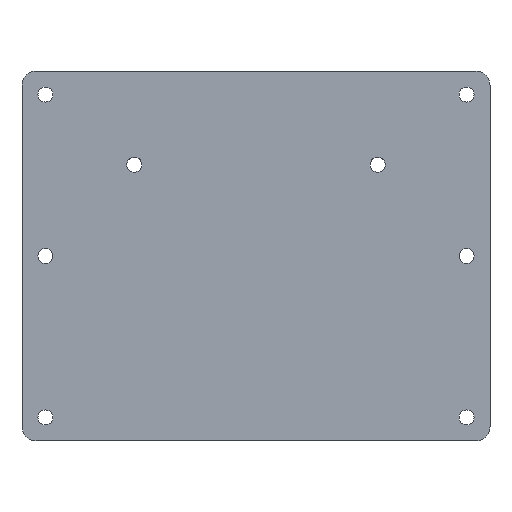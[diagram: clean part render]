
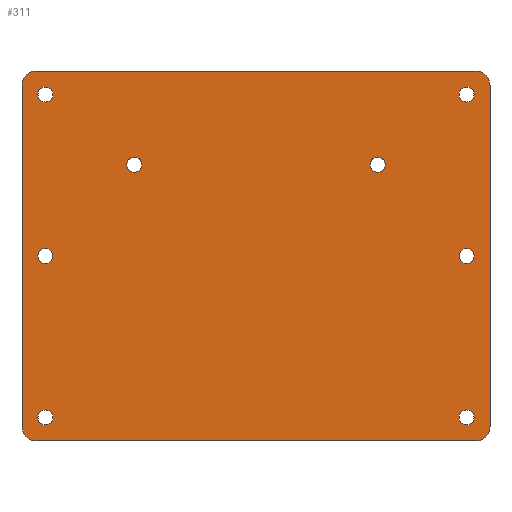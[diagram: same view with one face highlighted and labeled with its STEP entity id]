
A CAD part, top view. The second image highlights one B-rep face of the part: STEP entity #311.
In plain terms, the highlighted planar face has unit normal (0, 0, 1).
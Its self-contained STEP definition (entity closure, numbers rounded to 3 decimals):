
#42 = VERTEX_POINT('',#43);
#43 = CARTESIAN_POINT('',(147.,-41.,1.6));
#49 = EDGE_CURVE('',#42,#50,#52,.T.);
#50 = VERTEX_POINT('',#51);
#51 = CARTESIAN_POINT('',(149.998,-43.832,1.6));
#52 = CIRCLE('',#53,2.998);
#53 = AXIS2_PLACEMENT_3D('',#54,#55,#56);
#54 = CARTESIAN_POINT('',(147.004,-43.998,1.6));
#55 = DIRECTION('',(0.,0.,-1.));
#56 = DIRECTION('',(-0.001,1.,0.));
#84 = VERTEX_POINT('',#85);
#85 = CARTESIAN_POINT('',(53.,-41.,1.6));
#91 = EDGE_CURVE('',#84,#42,#92,.T.);
#92 = LINE('',#93,#94);
#93 = CARTESIAN_POINT('',(53.,-41.,1.6));
#94 = VECTOR('',#95,1.);
#95 = DIRECTION('',(1.,0.,0.));
#113 = EDGE_CURVE('',#50,#114,#116,.T.);
#114 = VERTEX_POINT('',#115);
#115 = CARTESIAN_POINT('',(150.,-44.,1.6));
#116 = LINE('',#117,#118);
#117 = CARTESIAN_POINT('',(149.998,-43.832,1.6));
#118 = VECTOR('',#119,1.);
#119 = DIRECTION('',(0.014,-1.,0.));
#311 = ADVANCED_FACE('',(#312,#390,#401,#412,#423,#434,#445,#456,#467),
  #478,.T.);
#312 = FACE_BOUND('',#313,.T.);
#313 = EDGE_LOOP('',(#314,#315,#316,#324,#333,#341,#349,#358,#366,#374,
    #383,#389));
#314 = ORIENTED_EDGE('',*,*,#49,.F.);
#315 = ORIENTED_EDGE('',*,*,#91,.F.);
#316 = ORIENTED_EDGE('',*,*,#317,.F.);
#317 = EDGE_CURVE('',#318,#84,#320,.T.);
#318 = VERTEX_POINT('',#319);
#319 = CARTESIAN_POINT('',(52.832,-41.002,1.6));
#320 = LINE('',#321,#322);
#321 = CARTESIAN_POINT('',(52.832,-41.002,1.6));
#322 = VECTOR('',#323,1.);
#323 = DIRECTION('',(1.,0.014,0.));
#324 = ORIENTED_EDGE('',*,*,#325,.F.);
#325 = EDGE_CURVE('',#326,#318,#328,.T.);
#326 = VERTEX_POINT('',#327);
#327 = CARTESIAN_POINT('',(50.,-44.,1.6));
#328 = CIRCLE('',#329,2.998);
#329 = AXIS2_PLACEMENT_3D('',#330,#331,#332);
#330 = CARTESIAN_POINT('',(52.998,-43.996,1.6));
#331 = DIRECTION('',(0.,0.,-1.));
#332 = DIRECTION('',(-1.,-0.001,-0.));
#333 = ORIENTED_EDGE('',*,*,#334,.F.);
#334 = EDGE_CURVE('',#335,#326,#337,.T.);
#335 = VERTEX_POINT('',#336);
#336 = CARTESIAN_POINT('',(50.,-117.,1.6));
#337 = LINE('',#338,#339);
#338 = CARTESIAN_POINT('',(50.,-117.,1.6));
#339 = VECTOR('',#340,1.);
#340 = DIRECTION('',(0.,1.,0.));
#341 = ORIENTED_EDGE('',*,*,#342,.F.);
#342 = EDGE_CURVE('',#343,#335,#345,.T.);
#343 = VERTEX_POINT('',#344);
#344 = CARTESIAN_POINT('',(50.002,-117.168,1.6));
#345 = LINE('',#346,#347);
#346 = CARTESIAN_POINT('',(50.002,-117.168,1.6));
#347 = VECTOR('',#348,1.);
#348 = DIRECTION('',(-0.014,1.,0.));
#349 = ORIENTED_EDGE('',*,*,#350,.F.);
#350 = EDGE_CURVE('',#351,#343,#353,.T.);
#351 = VERTEX_POINT('',#352);
#352 = CARTESIAN_POINT('',(53.,-120.,1.6));
#353 = CIRCLE('',#354,2.998);
#354 = AXIS2_PLACEMENT_3D('',#355,#356,#357);
#355 = CARTESIAN_POINT('',(52.996,-117.002,1.6));
#356 = DIRECTION('',(0.,0.,-1.));
#357 = DIRECTION('',(0.001,-1.,0.));
#358 = ORIENTED_EDGE('',*,*,#359,.F.);
#359 = EDGE_CURVE('',#360,#351,#362,.T.);
#360 = VERTEX_POINT('',#361);
#361 = CARTESIAN_POINT('',(147.,-120.,1.6));
#362 = LINE('',#363,#364);
#363 = CARTESIAN_POINT('',(147.,-120.,1.6));
#364 = VECTOR('',#365,1.);
#365 = DIRECTION('',(-1.,0.,0.));
#366 = ORIENTED_EDGE('',*,*,#367,.F.);
#367 = EDGE_CURVE('',#368,#360,#370,.T.);
#368 = VERTEX_POINT('',#369);
#369 = CARTESIAN_POINT('',(147.168,-119.998,1.6));
#370 = LINE('',#371,#372);
#371 = CARTESIAN_POINT('',(147.168,-119.998,1.6));
#372 = VECTOR('',#373,1.);
#373 = DIRECTION('',(-1.,-0.014,0.));
#374 = ORIENTED_EDGE('',*,*,#375,.F.);
#375 = EDGE_CURVE('',#376,#368,#378,.T.);
#376 = VERTEX_POINT('',#377);
#377 = CARTESIAN_POINT('',(150.,-117.,1.6));
#378 = CIRCLE('',#379,2.998);
#379 = AXIS2_PLACEMENT_3D('',#380,#381,#382);
#380 = CARTESIAN_POINT('',(147.002,-117.004,1.6));
#381 = DIRECTION('',(0.,0.,-1.));
#382 = DIRECTION('',(1.,0.001,0.));
#383 = ORIENTED_EDGE('',*,*,#384,.F.);
#384 = EDGE_CURVE('',#114,#376,#385,.T.);
#385 = LINE('',#386,#387);
#386 = CARTESIAN_POINT('',(150.,-44.,1.6));
#387 = VECTOR('',#388,1.);
#388 = DIRECTION('',(0.,-1.,0.));
#389 = ORIENTED_EDGE('',*,*,#113,.F.);
#390 = FACE_BOUND('',#391,.T.);
#391 = EDGE_LOOP('',(#392));
#392 = ORIENTED_EDGE('',*,*,#393,.T.);
#393 = EDGE_CURVE('',#394,#394,#396,.T.);
#394 = VERTEX_POINT('',#395);
#395 = CARTESIAN_POINT('',(55.,-116.6,1.6));
#396 = CIRCLE('',#397,1.6);
#397 = AXIS2_PLACEMENT_3D('',#398,#399,#400);
#398 = CARTESIAN_POINT('',(55.,-115.,1.6));
#399 = DIRECTION('',(-0.,0.,-1.));
#400 = DIRECTION('',(-0.,-1.,0.));
#401 = FACE_BOUND('',#402,.T.);
#402 = EDGE_LOOP('',(#403));
#403 = ORIENTED_EDGE('',*,*,#404,.T.);
#404 = EDGE_CURVE('',#405,#405,#407,.T.);
#405 = VERTEX_POINT('',#406);
#406 = CARTESIAN_POINT('',(55.,-82.1,1.6));
#407 = CIRCLE('',#408,1.6);
#408 = AXIS2_PLACEMENT_3D('',#409,#410,#411);
#409 = CARTESIAN_POINT('',(55.,-80.5,1.6));
#410 = DIRECTION('',(-0.,0.,-1.));
#411 = DIRECTION('',(-0.,-1.,0.));
#412 = FACE_BOUND('',#413,.T.);
#413 = EDGE_LOOP('',(#414));
#414 = ORIENTED_EDGE('',*,*,#415,.T.);
#415 = EDGE_CURVE('',#416,#416,#418,.T.);
#416 = VERTEX_POINT('',#417);
#417 = CARTESIAN_POINT('',(145.,-116.6,1.6));
#418 = CIRCLE('',#419,1.6);
#419 = AXIS2_PLACEMENT_3D('',#420,#421,#422);
#420 = CARTESIAN_POINT('',(145.,-115.,1.6));
#421 = DIRECTION('',(-0.,0.,-1.));
#422 = DIRECTION('',(-0.,-1.,0.));
#423 = FACE_BOUND('',#424,.T.);
#424 = EDGE_LOOP('',(#425));
#425 = ORIENTED_EDGE('',*,*,#426,.T.);
#426 = EDGE_CURVE('',#427,#427,#429,.T.);
#427 = VERTEX_POINT('',#428);
#428 = CARTESIAN_POINT('',(74.,-62.6,1.6));
#429 = CIRCLE('',#430,1.6);
#430 = AXIS2_PLACEMENT_3D('',#431,#432,#433);
#431 = CARTESIAN_POINT('',(74.,-61.,1.6));
#432 = DIRECTION('',(-0.,0.,-1.));
#433 = DIRECTION('',(-0.,-1.,0.));
#434 = FACE_BOUND('',#435,.T.);
#435 = EDGE_LOOP('',(#436));
#436 = ORIENTED_EDGE('',*,*,#437,.T.);
#437 = EDGE_CURVE('',#438,#438,#440,.T.);
#438 = VERTEX_POINT('',#439);
#439 = CARTESIAN_POINT('',(55.,-47.6,1.6));
#440 = CIRCLE('',#441,1.6);
#441 = AXIS2_PLACEMENT_3D('',#442,#443,#444);
#442 = CARTESIAN_POINT('',(55.,-46.,1.6));
#443 = DIRECTION('',(-0.,0.,-1.));
#444 = DIRECTION('',(-0.,-1.,0.));
#445 = FACE_BOUND('',#446,.T.);
#446 = EDGE_LOOP('',(#447));
#447 = ORIENTED_EDGE('',*,*,#448,.T.);
#448 = EDGE_CURVE('',#449,#449,#451,.T.);
#449 = VERTEX_POINT('',#450);
#450 = CARTESIAN_POINT('',(145.,-82.1,1.6));
#451 = CIRCLE('',#452,1.6);
#452 = AXIS2_PLACEMENT_3D('',#453,#454,#455);
#453 = CARTESIAN_POINT('',(145.,-80.5,1.6));
#454 = DIRECTION('',(-0.,0.,-1.));
#455 = DIRECTION('',(-0.,-1.,0.));
#456 = FACE_BOUND('',#457,.T.);
#457 = EDGE_LOOP('',(#458));
#458 = ORIENTED_EDGE('',*,*,#459,.T.);
#459 = EDGE_CURVE('',#460,#460,#462,.T.);
#460 = VERTEX_POINT('',#461);
#461 = CARTESIAN_POINT('',(126.,-62.6,1.6));
#462 = CIRCLE('',#463,1.6);
#463 = AXIS2_PLACEMENT_3D('',#464,#465,#466);
#464 = CARTESIAN_POINT('',(126.,-61.,1.6));
#465 = DIRECTION('',(-0.,0.,-1.));
#466 = DIRECTION('',(-0.,-1.,0.));
#467 = FACE_BOUND('',#468,.T.);
#468 = EDGE_LOOP('',(#469));
#469 = ORIENTED_EDGE('',*,*,#470,.T.);
#470 = EDGE_CURVE('',#471,#471,#473,.T.);
#471 = VERTEX_POINT('',#472);
#472 = CARTESIAN_POINT('',(145.,-47.6,1.6));
#473 = CIRCLE('',#474,1.6);
#474 = AXIS2_PLACEMENT_3D('',#475,#476,#477);
#475 = CARTESIAN_POINT('',(145.,-46.,1.6));
#476 = DIRECTION('',(-0.,0.,-1.));
#477 = DIRECTION('',(-0.,-1.,0.));
#478 = PLANE('',#479);
#479 = AXIS2_PLACEMENT_3D('',#480,#481,#482);
#480 = CARTESIAN_POINT('',(0.,0.,1.6));
#481 = DIRECTION('',(0.,0.,1.));
#482 = DIRECTION('',(1.,0.,-0.));
